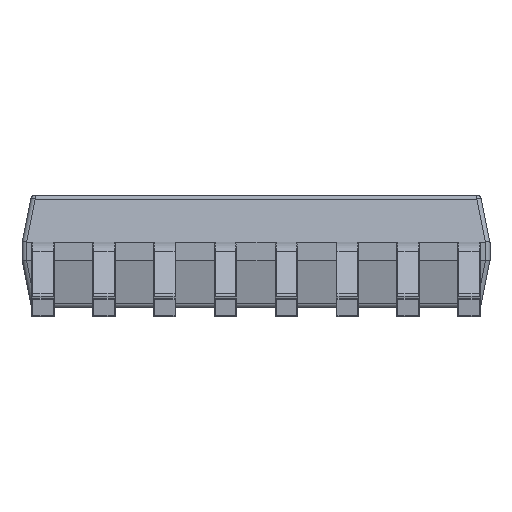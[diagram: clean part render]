
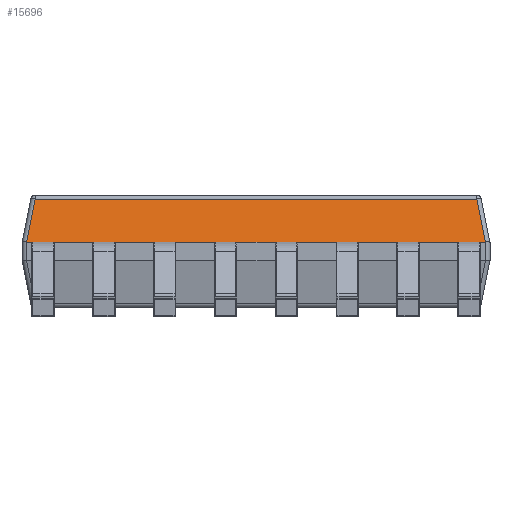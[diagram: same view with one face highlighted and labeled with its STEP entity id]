
A CAD part, left-side view. The second image highlights one B-rep face of the part: STEP entity #15696.
In plain terms, the highlighted planar face has unit normal (-0.981, 0, 0.196).
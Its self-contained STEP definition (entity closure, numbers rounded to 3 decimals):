
#88 = CARTESIAN_POINT ( 'NONE',  ( -2.2, 2.45, 0.7 ) ) ;
#1316 = VERTEX_POINT ( 'NONE', #48241 ) ;
#1438 = CARTESIAN_POINT ( 'NONE',  ( -2.2, 2.45, 0.7 ) ) ;
#2091 = CARTESIAN_POINT ( 'NONE',  ( -2.2, -2.45, 0.7 ) ) ;
#2255 = DIRECTION ( 'NONE',  ( 0., 1., 0. ) ) ;
#2536 = PLANE ( 'NONE',  #36916 ) ;
#2961 = ORIENTED_EDGE ( 'NONE', *, *, #30718, .T. ) ;
#4097 = VERTEX_POINT ( 'NONE', #14468 ) ;
#4724 = ORIENTED_EDGE ( 'NONE', *, *, #19575, .T. ) ;
#12489 =( BOUNDED_CURVE ( )  B_SPLINE_CURVE ( 3, ( #17417, #55700, #30125, #88 ),
 .UNSPECIFIED., .F., .F. ) 
 B_SPLINE_CURVE_WITH_KNOTS ( ( 4, 4 ),
 ( 6.264, 6.283 ),
 .UNSPECIFIED. ) 
 CURVE ( )  GEOMETRIC_REPRESENTATION_ITEM ( )  RATIONAL_B_SPLINE_CURVE ( ( 1., 1., 1., 1. ) ) 
 REPRESENTATION_ITEM ( '' )  );
#13961 = LINE ( 'NONE', #45053, #41566 ) ;
#14468 = CARTESIAN_POINT ( 'NONE',  ( -2.2, -2.451, 0.7 ) ) ;
#14830 = CARTESIAN_POINT ( 'NONE',  ( -2.2, -2.45, 0.7 ) ) ;
#15696 = ADVANCED_FACE ( 'NONE', ( #28272 ), #2536, .T. ) ;
#15941 = VERTEX_POINT ( 'NONE', #46796 ) ;
#17417 = CARTESIAN_POINT ( 'NONE',  ( -2.2, 2.451, 0.7 ) ) ;
#18668 = EDGE_LOOP ( 'NONE', ( #25442, #32213, #18774, #36871, #4724, #2961 ) ) ;
#18695 = VERTEX_POINT ( 'NONE', #55824 ) ;
#18774 = ORIENTED_EDGE ( 'NONE', *, *, #19969, .T. ) ;
#19575 = EDGE_CURVE ( 'NONE', #15941, #18695, #34478, .T. ) ;
#19688 = CARTESIAN_POINT ( 'NONE',  ( -2.2, -2.451, 0.7 ) ) ;
#19969 = EDGE_CURVE ( 'NONE', #4097, #1316, #48486, .T. ) ;
#20134 = DIRECTION ( 'NONE',  ( -0.981, 0., 0.196 ) ) ;
#21662 = VERTEX_POINT ( 'NONE', #1438 ) ;
#21738 = CARTESIAN_POINT ( 'NONE',  ( -2.013, -2.264, 1.635 ) ) ;
#22686 = VECTOR ( 'NONE', #44722, 1000. ) ;
#24229 = CARTESIAN_POINT ( 'NONE',  ( -2.1, 0., 1.2 ) ) ;
#25442 = ORIENTED_EDGE ( 'NONE', *, *, #51613, .F. ) ;
#26726 = EDGE_CURVE ( 'NONE', #1316, #15941, #34609, .T. ) ;
#28272 = FACE_OUTER_BOUND ( 'NONE', #18668, .T. ) ;
#28361 =( BOUNDED_CURVE ( )  B_SPLINE_CURVE ( 3, ( #14830, #2091, #19688, #45895 ),
 .UNSPECIFIED., .F., .T. ) 
 B_SPLINE_CURVE_WITH_KNOTS ( ( 4, 4 ),
 ( 0., 0.019 ),
 .UNSPECIFIED. ) 
 CURVE ( )  GEOMETRIC_REPRESENTATION_ITEM ( )  RATIONAL_B_SPLINE_CURVE ( ( 1., 1., 1., 1. ) ) 
 REPRESENTATION_ITEM ( '' )  );
#30016 = DIRECTION ( 'NONE',  ( 0., 1., 0. ) ) ;
#30111 = VECTOR ( 'NONE', #46834, 1000. ) ;
#30125 = CARTESIAN_POINT ( 'NONE',  ( -2.2, 2.45, 0.7 ) ) ;
#30308 = CARTESIAN_POINT ( 'NONE',  ( -2.108, 0., 1.16 ) ) ;
#30718 = EDGE_CURVE ( 'NONE', #18695, #21662, #12489, .T. ) ;
#32213 = ORIENTED_EDGE ( 'NONE', *, *, #44792, .T. ) ;
#34478 = LINE ( 'NONE', #55756, #30111 ) ;
#34609 = LINE ( 'NONE', #30308, #44867 ) ;
#36871 = ORIENTED_EDGE ( 'NONE', *, *, #26726, .T. ) ;
#36916 = AXIS2_PLACEMENT_3D ( 'NONE', #24229, #20134, #2255 ) ;
#39902 = DIRECTION ( 'NONE',  ( 0., 1., 0. ) ) ;
#41566 = VECTOR ( 'NONE', #39902, 1000. ) ;
#44722 = DIRECTION ( 'NONE',  ( 0.192, 0.192, 0.962 ) ) ;
#44792 = EDGE_CURVE ( 'NONE', #48246, #4097, #28361, .T. ) ;
#44867 = VECTOR ( 'NONE', #30016, 1000. ) ;
#45053 = CARTESIAN_POINT ( 'NONE',  ( -2.2, 2.5, 0.7 ) ) ;
#45895 = CARTESIAN_POINT ( 'NONE',  ( -2.2, -2.451, 0.7 ) ) ;
#46314 = CARTESIAN_POINT ( 'NONE',  ( -2.2, -2.45, 0.7 ) ) ;
#46796 = CARTESIAN_POINT ( 'NONE',  ( -2.108, 2.359, 1.16 ) ) ;
#46834 = DIRECTION ( 'NONE',  ( -0.192, 0.192, -0.962 ) ) ;
#48241 = CARTESIAN_POINT ( 'NONE',  ( -2.108, -2.359, 1.16 ) ) ;
#48246 = VERTEX_POINT ( 'NONE', #46314 ) ;
#48486 = LINE ( 'NONE', #21738, #22686 ) ;
#51613 = EDGE_CURVE ( 'NONE', #48246, #21662, #13961, .T. ) ;
#55700 = CARTESIAN_POINT ( 'NONE',  ( -2.2, 2.451, 0.7 ) ) ;
#55756 = CARTESIAN_POINT ( 'NONE',  ( -2.013, 2.264, 1.635 ) ) ;
#55824 = CARTESIAN_POINT ( 'NONE',  ( -2.2, 2.451, 0.7 ) ) ;
